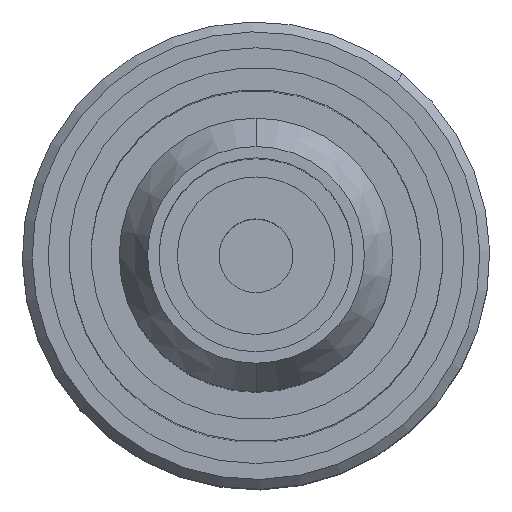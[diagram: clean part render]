
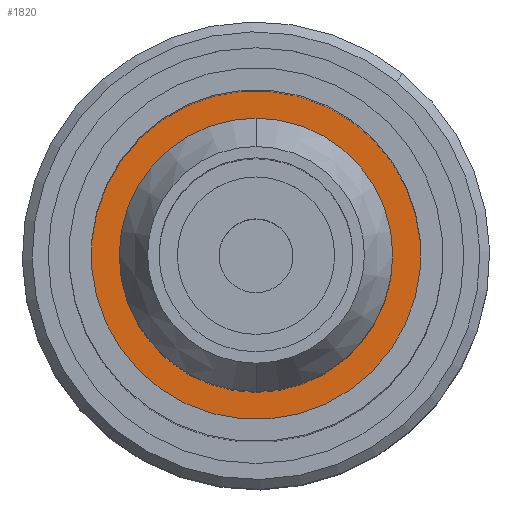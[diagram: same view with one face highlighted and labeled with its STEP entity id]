
A CAD part, top view. The second image highlights one B-rep face of the part: STEP entity #1820.
In plain terms, the highlighted planar face has unit normal (0, 0, 1).
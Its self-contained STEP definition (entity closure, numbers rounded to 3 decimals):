
#78 = ORIENTED_EDGE ( 'NONE', *, *, #1490, .F. ) ;
#181 = CARTESIAN_POINT ( 'NONE',  ( 0., 0., 0. ) ) ;
#274 = EDGE_LOOP ( 'NONE', ( #627, #1625 ) ) ;
#303 = CARTESIAN_POINT ( 'NONE',  ( 0., 0., 0. ) ) ;
#474 = DIRECTION ( 'NONE',  ( 0., 0., 1. ) ) ;
#574 = CARTESIAN_POINT ( 'NONE',  ( 0., 0., 0. ) ) ;
#627 = ORIENTED_EDGE ( 'NONE', *, *, #2600, .F. ) ;
#645 = FACE_BOUND ( 'NONE', #274, .T. ) ;
#653 = CIRCLE ( 'NONE', #2416, 3.35 ) ;
#716 = VERTEX_POINT ( 'NONE', #2864 ) ;
#718 = DIRECTION ( 'NONE',  ( 0., 0., -1. ) ) ;
#923 = DIRECTION ( 'NONE',  ( -0.261, -0.965, 0. ) ) ;
#972 = EDGE_CURVE ( 'NONE', #2828, #716, #653, .T. ) ;
#996 = ORIENTED_EDGE ( 'NONE', *, *, #972, .F. ) ;
#1020 = VERTEX_POINT ( 'NONE', #2104 ) ;
#1209 = CARTESIAN_POINT ( 'NONE',  ( 0., 0., 0. ) ) ;
#1212 = AXIS2_PLACEMENT_3D ( 'NONE', #574, #1949, #1519 ) ;
#1265 = DIRECTION ( 'NONE',  ( 0., 0., 1. ) ) ;
#1432 = EDGE_LOOP ( 'NONE', ( #996, #78 ) ) ;
#1490 = EDGE_CURVE ( 'NONE', #716, #2828, #2135, .T. ) ;
#1519 = DIRECTION ( 'NONE',  ( 0., -1., 0. ) ) ;
#1577 = EDGE_CURVE ( 'NONE', #1020, #2812, #2912, .T. ) ;
#1625 = ORIENTED_EDGE ( 'NONE', *, *, #1577, .F. ) ;
#1637 = DIRECTION ( 'NONE',  ( 0., -1., 0. ) ) ;
#1702 = AXIS2_PLACEMENT_3D ( 'NONE', #2788, #474, #1637 ) ;
#1739 = AXIS2_PLACEMENT_3D ( 'NONE', #303, #1265, #1971 ) ;
#1747 = CARTESIAN_POINT ( 'NONE',  ( 0., 2.78, 0. ) ) ;
#1820 = ADVANCED_FACE ( 'NONE', ( #645, #2168 ), #2652, .T. ) ;
#1949 = DIRECTION ( 'NONE',  ( 0., 0., 1. ) ) ;
#1971 = DIRECTION ( 'NONE',  ( 0., -1., 0. ) ) ;
#2104 = CARTESIAN_POINT ( 'NONE',  ( 0., -2.78, 0. ) ) ;
#2135 = CIRCLE ( 'NONE', #2319, 3.35 ) ;
#2147 = CIRCLE ( 'NONE', #1739, 2.78 ) ;
#2168 = FACE_OUTER_BOUND ( 'NONE', #1432, .T. ) ;
#2266 = DIRECTION ( 'NONE',  ( 0., 0., -1. ) ) ;
#2319 = AXIS2_PLACEMENT_3D ( 'NONE', #181, #2266, #2741 ) ;
#2416 = AXIS2_PLACEMENT_3D ( 'NONE', #1209, #718, #923 ) ;
#2600 = EDGE_CURVE ( 'NONE', #2812, #1020, #2147, .T. ) ;
#2652 = PLANE ( 'NONE',  #1212 ) ;
#2653 = CARTESIAN_POINT ( 'NONE',  ( 0.875, 3.234, 0. ) ) ;
#2741 = DIRECTION ( 'NONE',  ( -0.261, -0.965, 0. ) ) ;
#2788 = CARTESIAN_POINT ( 'NONE',  ( 0., 0., 0. ) ) ;
#2812 = VERTEX_POINT ( 'NONE', #1747 ) ;
#2828 = VERTEX_POINT ( 'NONE', #2653 ) ;
#2864 = CARTESIAN_POINT ( 'NONE',  ( -0.875, -3.234, 0. ) ) ;
#2912 = CIRCLE ( 'NONE', #1702, 2.78 ) ;
